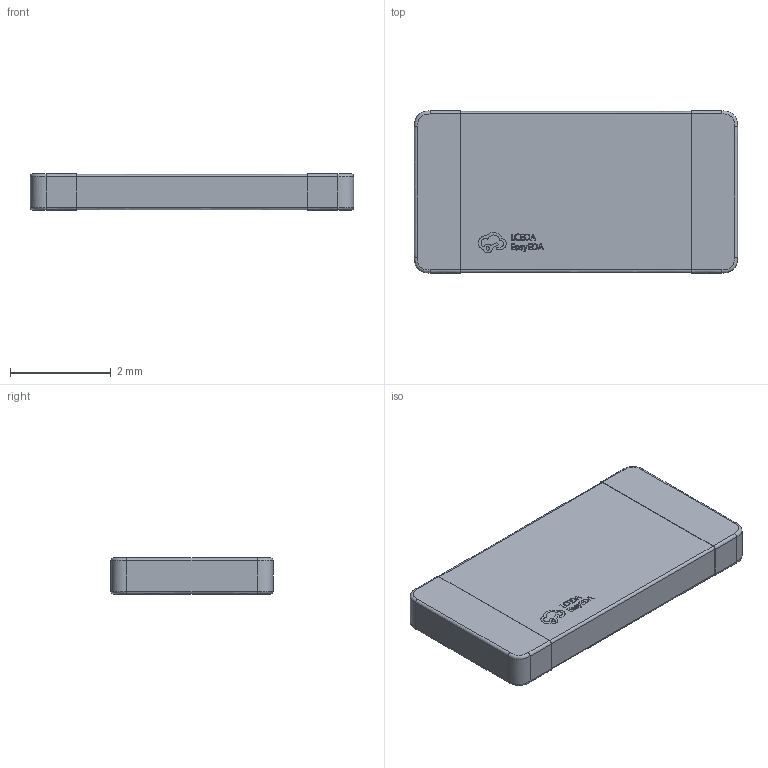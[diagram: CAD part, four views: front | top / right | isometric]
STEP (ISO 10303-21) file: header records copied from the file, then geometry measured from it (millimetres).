
FILE_DESCRIPTION (( 'STEP AP214' ), '1' );
FILE_NAME ('RES-SMD_L6.4-W3.2-R2512.step', '2022-07-28T09:02:38', ( '' ), ( '' ), 'SwSTEP 2.0', 'SolidWorks 2020', '' );
FILE_SCHEMA (( 'AUTOMOTIVE_DESIGN' ));
Length unit declared in the file: millimetre
Products named in the file (1): RES-SMD_L6.4-W3.2-R2512
Bounding box: 6.42 x 3.22 x 0.72 mm (x, y, z)
Volume: 14.5 mm3; surface area: 53.8 mm2
Topology: 1 solids, 1 shells, 268 faces, 719 edges, 474 vertices
Faces by surface type: plane 142, bspline 126
Entity records: 12305 total; most frequent: CARTESIAN_POINT 3548, ORIENTED_EDGE 1438, DIRECTION 725, EDGE_CURVE 719, VERTEX_POINT 474, VECTOR 439, LINE 439, EDGE_LOOP 289
